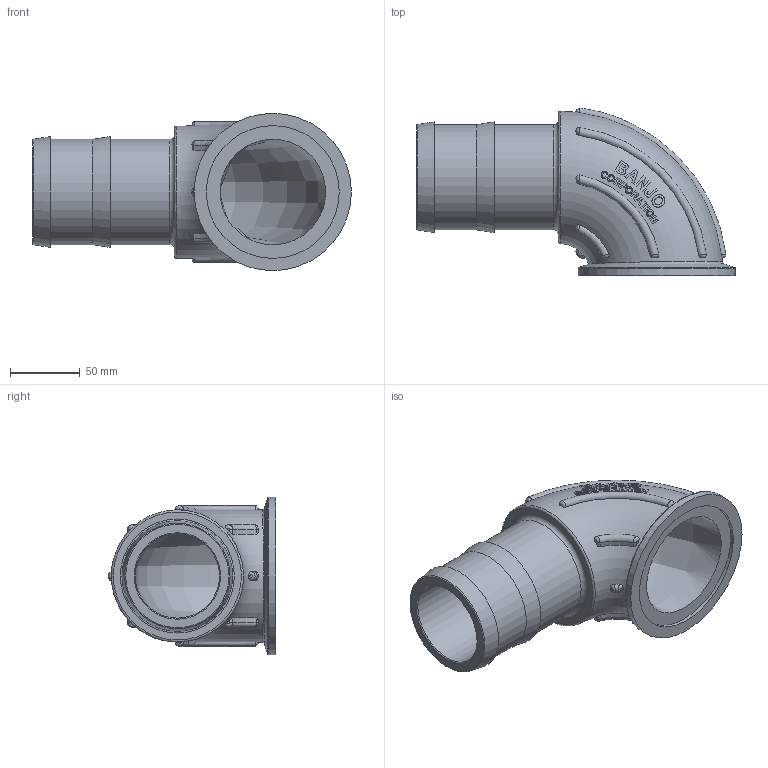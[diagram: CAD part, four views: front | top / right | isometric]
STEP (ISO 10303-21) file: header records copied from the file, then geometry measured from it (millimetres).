
FILE_DESCRIPTION(/* description */ ('Manifold Sweeping 90 Elbow'),/* implementation_level */ '2;1');
FILE_NAME(/* name */ 'M300BRBSWP90.stp',/* time_stamp */ '2018-07-30T09:10:03-04:00',/* author */ ('aaron'),/* organization */ (''),/* preprocessor_version */ 'ST-DEVELOPER v17',/* originating_system */ 'Autodesk Inventor 2018',/* authorisation */ '');
FILE_SCHEMA (('AUTOMOTIVE_DESIGN { 1 0 10303 214 3 1 1 }'));
Length unit declared in the file: inch
Products named in the file (1): M300BRBSWP90
Bounding box: 228.6 x 120.19 x 112.78 mm (x, y, z)
Volume: 569379.3 mm3; surface area: 116206.1 mm2
Topology: 1 solids, 1 shells, 661 faces, 1758 edges, 1175 vertices
Faces by surface type: plane 294, bspline 270, torus 77, cylinder 17, cone 3
Full cylindrical faces by diameter (mm): 60.452 x1, 75.406 x2, 95.25 x1, 112.776 x1
Entity records: 29529 total; most frequent: CARTESIAN_POINT 15931, ORIENTED_EDGE 3516, EDGE_CURVE 1758, DIRECTION 1484, VERTEX_POINT 1175, B_SPLINE_CURVE_WITH_KNOTS 1135, EDGE_LOOP 739, FACE_OUTER_BOUND 661
